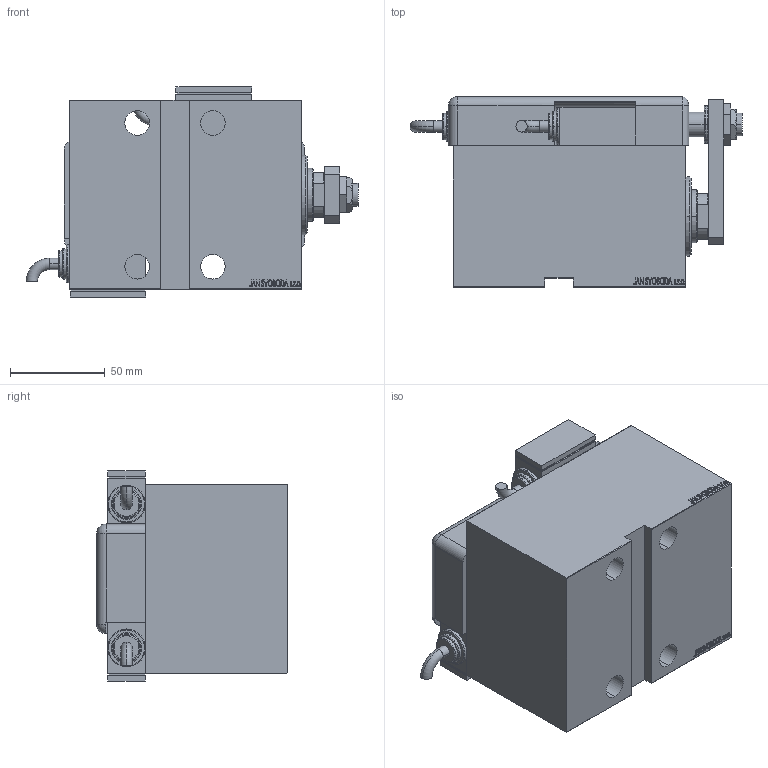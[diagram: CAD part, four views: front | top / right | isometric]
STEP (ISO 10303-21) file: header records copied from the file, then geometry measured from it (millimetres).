
FILE_DESCRIPTION (( 'STEP AP203' ), '1' );
FILE_NAME ('8081.STEP', '2021-03-18T21:17:22', ( '' ), ( '' ), 'SwSTEP 2.0', 'SolidWorks 2019', '' );
FILE_SCHEMA (( 'CONFIG_CONTROL_DESIGN' ));
Length unit declared in the file: millimetre
Products named in the file (13): KRYT 9c8fcbe07e7eb385be3007c15aefa5ab; SWITCH DIM A_G 9c8fcbe07e7eb385be3007c15aefa5ab; ZARAZKA_Q 9c8fcbe07e7eb385be3007c15aefa5ab; V450CM_E 9c8fcbe07e7eb385be3007c15aefa5ab; SWITCH Q 9c8fcbe07e7eb385be3007c15aefa5ab; V450CM_VC_B 9c8fcbe07e7eb385be3007c15aefa5ab; 8081; TYC 9c8fcbe07e7eb385be3007c15aefa5ab; MAGNETIC SWITCH Q 9c8fcbe07e7eb385be3007c15aefa5ab; SWITCH_Q_FRONT_BACK 9c8fcbe07e7eb385be3007c15aefa5ab; V450CM_E_VCP 9c8fcbe07e7eb385be3007c15aefa5ab; NUT_D19 9c8fcbe07e7eb385be3007c15aefa5ab; NUT_D13 9c8fcbe07e7eb385be3007c15aefa5ab
Assembly tree (13 placements, depth 3):
  8081
    V450CM_E 9c8fcbe07e7eb385be3007c15aefa5ab
    V450CM_E_VCP 9c8fcbe07e7eb385be3007c15aefa5ab
    V450CM_VC_B 9c8fcbe07e7eb385be3007c15aefa5ab
    MAGNETIC SWITCH Q 9c8fcbe07e7eb385be3007c15aefa5ab
      SWITCH_Q_FRONT_BACK 9c8fcbe07e7eb385be3007c15aefa5ab
      TYC 9c8fcbe07e7eb385be3007c15aefa5ab
      ZARAZKA_Q 9c8fcbe07e7eb385be3007c15aefa5ab
      SWITCH DIM A_G 9c8fcbe07e7eb385be3007c15aefa5ab
      NUT_D19 9c8fcbe07e7eb385be3007c15aefa5ab
      NUT_D13 9c8fcbe07e7eb385be3007c15aefa5ab
      KRYT 9c8fcbe07e7eb385be3007c15aefa5ab
      SWITCH Q 9c8fcbe07e7eb385be3007c15aefa5ab  x2
Bounding box: 175.46 x 100.8 x 111 mm (x, y, z)
Volume: 927485.2 mm3; surface area: 179397.7 mm2
Topology: 13 solids, 13 shells, 1245 faces, 3160 edges, 2087 vertices
Faces by surface type: plane 619, bspline 471, cylinder 109, cone 22, torus 22, sphere 2
Entity records: 58995 total; most frequent: CARTESIAN_POINT 31438, ORIENTED_EDGE 6124, DIRECTION 3862, EDGE_CURVE 3062, VERTEX_POINT 2027, LINE 1836, VECTOR 1836, EDGE_LOOP 1375
